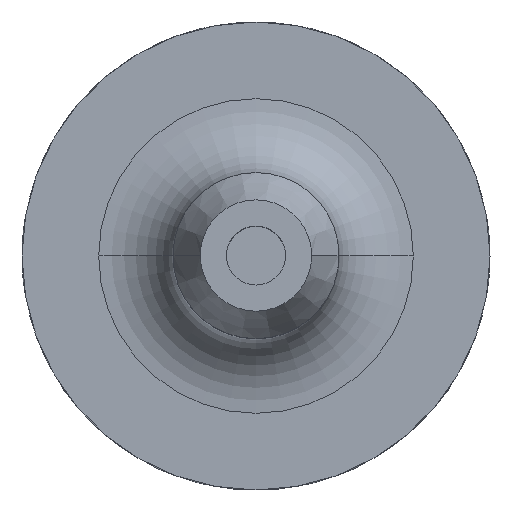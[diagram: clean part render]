
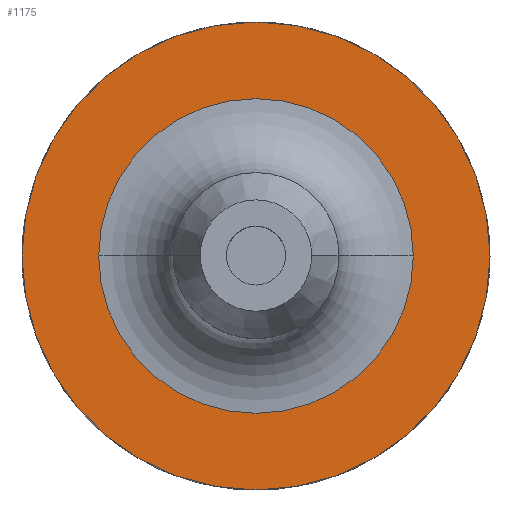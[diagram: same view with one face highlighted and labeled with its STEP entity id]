
A CAD part, top view. The second image highlights one B-rep face of the part: STEP entity #1175.
In plain terms, the highlighted planar face has unit normal (0, 0, 1).
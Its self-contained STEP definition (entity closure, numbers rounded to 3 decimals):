
#39 = CIRCLE ( 'NONE', #1157, 21.176 ) ;
#69 = VERTEX_POINT ( 'NONE', #1201 ) ;
#71 = CARTESIAN_POINT ( 'NONE',  ( 21.176, 0., 27. ) ) ;
#93 = DIRECTION ( 'NONE',  ( -1., 0., 0. ) ) ;
#119 = DIRECTION ( 'NONE',  ( -1., 0., 0. ) ) ;
#122 = PLANE ( 'NONE',  #521 ) ;
#210 = AXIS2_PLACEMENT_3D ( 'NONE', #1349, #622, #1109 ) ;
#219 = VERTEX_POINT ( 'NONE', #71 ) ;
#230 = CIRCLE ( 'NONE', #210, 31.5 ) ;
#323 = EDGE_LOOP ( 'NONE', ( #696, #813 ) ) ;
#348 = CARTESIAN_POINT ( 'NONE',  ( 0., 0., 27. ) ) ;
#420 = CARTESIAN_POINT ( 'NONE',  ( 0., 0., 27. ) ) ;
#441 = EDGE_CURVE ( 'NONE', #219, #69, #39, .T. ) ;
#464 = DIRECTION ( 'NONE',  ( 0., 0., -1. ) ) ;
#467 = DIRECTION ( 'NONE',  ( -1., 0., 0. ) ) ;
#470 = VERTEX_POINT ( 'NONE', #941 ) ;
#521 = AXIS2_PLACEMENT_3D ( 'NONE', #590, #836, #119 ) ;
#569 = DIRECTION ( 'NONE',  ( 0., 0., -1. ) ) ;
#572 = EDGE_CURVE ( 'NONE', #470, #1331, #1575, .T. ) ;
#590 = CARTESIAN_POINT ( 'NONE',  ( 0., 11.176, 27. ) ) ;
#622 = DIRECTION ( 'NONE',  ( 0., 0., -1. ) ) ;
#677 = CARTESIAN_POINT ( 'NONE',  ( 0., 0., 27. ) ) ;
#696 = ORIENTED_EDGE ( 'NONE', *, *, #709, .F. ) ;
#709 = EDGE_CURVE ( 'NONE', #1331, #470, #230, .T. ) ;
#765 = DIRECTION ( 'NONE',  ( -1., 0., 0. ) ) ;
#775 = AXIS2_PLACEMENT_3D ( 'NONE', #420, #1265, #765 ) ;
#808 = ORIENTED_EDGE ( 'NONE', *, *, #1545, .T. ) ;
#813 = ORIENTED_EDGE ( 'NONE', *, *, #572, .F. ) ;
#836 = DIRECTION ( 'NONE',  ( 0., 0., -1. ) ) ;
#914 = EDGE_LOOP ( 'NONE', ( #808, #962 ) ) ;
#938 = FACE_OUTER_BOUND ( 'NONE', #323, .T. ) ;
#941 = CARTESIAN_POINT ( 'NONE',  ( 31.5, 0., 27. ) ) ;
#962 = ORIENTED_EDGE ( 'NONE', *, *, #441, .T. ) ;
#1095 = CARTESIAN_POINT ( 'NONE',  ( -31.5, 0., 27. ) ) ;
#1100 = AXIS2_PLACEMENT_3D ( 'NONE', #348, #464, #467 ) ;
#1109 = DIRECTION ( 'NONE',  ( -1., 0., 0. ) ) ;
#1157 = AXIS2_PLACEMENT_3D ( 'NONE', #677, #569, #93 ) ;
#1175 = ADVANCED_FACE ( 'NONE', ( #1223, #938 ), #122, .F. ) ;
#1201 = CARTESIAN_POINT ( 'NONE',  ( -21.176, 0., 27. ) ) ;
#1223 = FACE_BOUND ( 'NONE', #914, .T. ) ;
#1265 = DIRECTION ( 'NONE',  ( 0., 0., -1. ) ) ;
#1331 = VERTEX_POINT ( 'NONE', #1095 ) ;
#1349 = CARTESIAN_POINT ( 'NONE',  ( 0., 0., 27. ) ) ;
#1368 = CIRCLE ( 'NONE', #775, 21.176 ) ;
#1545 = EDGE_CURVE ( 'NONE', #69, #219, #1368, .T. ) ;
#1575 = CIRCLE ( 'NONE', #1100, 31.5 ) ;
